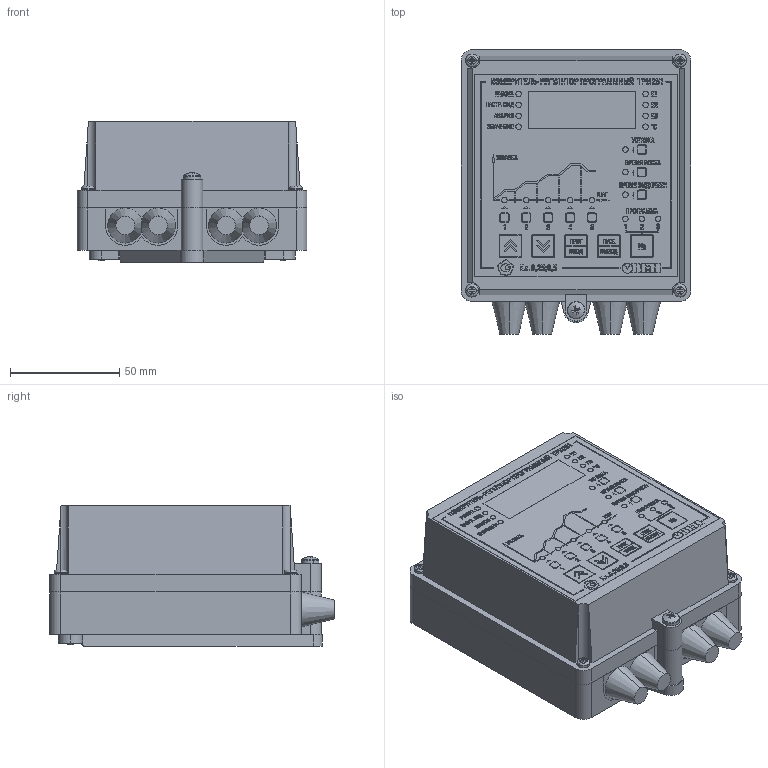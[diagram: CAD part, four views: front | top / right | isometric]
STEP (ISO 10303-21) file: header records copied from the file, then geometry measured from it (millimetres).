
FILE_DESCRIPTION (( 'STEP AP214' ), '1' );
FILE_NAME ('3D Ìîäåëü ÒÐÌ251-Í.STEP', '2017-05-27T14:40:56', ( '' ), ( '' ), 'SwSTEP 2.0', 'SolidWorks 2013', '' );
FILE_SCHEMA (( 'AUTOMOTIVE_DESIGN' ));
Length unit declared in the file: millimetre
Products named in the file (12): ﾊ煇鳫; Ãàéêà ÃÎÑÒ 5927_ƒ ©ª  Œ4.5.019 ƒŽ‘’ 5927; Ïàíåëü ëèöåâàÿ ÒÐÌ251-Í; 睯艜 膴樖樉; 鎔艜_B18.6.7M - M4 x 0.7 x 40 Type I Cross Recessed PHMS --40N; 鎔艜 襞旂 17473_M4x10; 砑鳧罻; ч蜱齁膱; Êîðïóñ Í_íèç; 扻豵鵨 狉瞂贂; 3D Ìîäåëü ÒÐÌ251-Í
Assembly tree (16 placements, depth 3):
  3D Ìîäåëü ÒÐÌ251-Í
    扻豵鵨 狉瞂贂
    Êîðïóñ Í_íèç
    ч蜱齁膱  x2
    砑鳧罻
    鎔艜 襞旂 17473_M4x10  x2
    鎔艜_B18.6.7M - M4 x 0.7 x 40 Type I Cross Recessed PHMS --40N
    睯艜 膴樖樉  x4
    Ïàíåëü ëèöåâàÿ ÒÐÌ251-Í
    ﾊ煇鳫
      ﾊ煇鳫
      Ãàéêà ÃÎÑÒ 5927_ƒ ©ª  Œ4.5.019 ƒŽ‘’ 5927
Bounding box: 105 x 130 x 64.6 mm (x, y, z)
Volume: 152732 mm3; surface area: 130899.9 mm2
Topology: 15 solids, 15 shells, 3415 faces, 8988 edges, 5976 vertices
Faces by surface type: plane 2411, bspline 704, cylinder 252, cone 24, torus 20, sphere 4
Entity records: 139619 total; most frequent: CARTESIAN_POINT 27832, ORIENTED_EDGE 17428, DIRECTION 13005, EDGE_CURVE 8714, VECTOR 6715, LINE 6715, VERTEX_POINT 5800, EDGE_LOOP 3698
